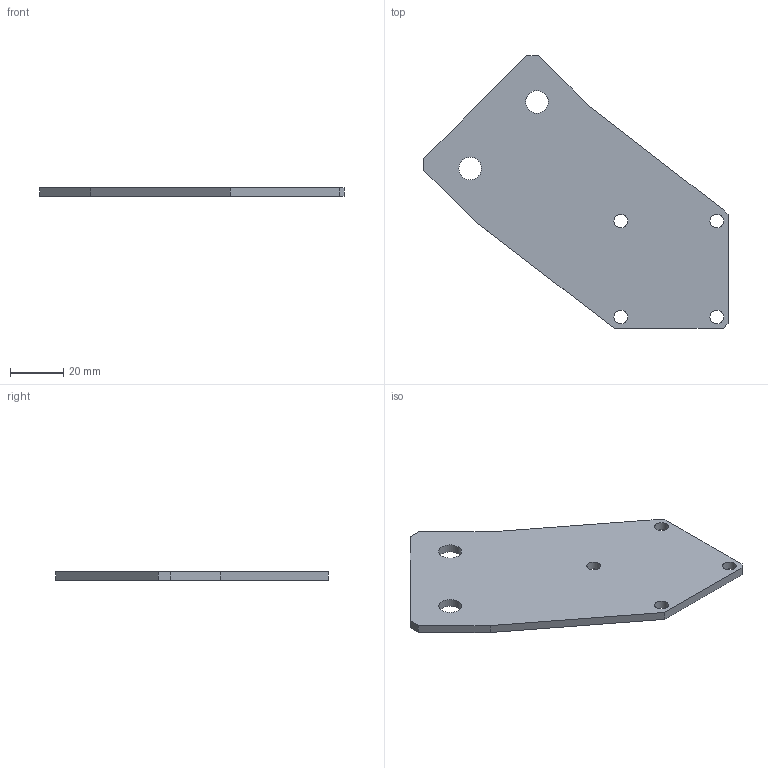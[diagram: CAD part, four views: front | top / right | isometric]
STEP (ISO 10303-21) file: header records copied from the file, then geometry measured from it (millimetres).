
FILE_DESCRIPTION(/* description */ (''),/* implementation_level */ '2;1');
FILE_NAME(/* name */ 'M2_plate.step',/* time_stamp */ '2022-03-29T12:08:06-04:00',/* author */ (''),/* organization */ (''),/* preprocessor_version */ 'ST-DEVELOPER v18.1',/* originating_system */ 'Autodesk Translation Framework v10.13.0.1454',/* authorisation */ '');
FILE_SCHEMA (('AUTOMOTIVE_DESIGN { 1 0 10303 214 3 1 1 }'));
Length unit declared in the file: inch
Products named in the file (1): M2_plate
Bounding box: 113.88 x 102.14 x 3.17 mm (x, y, z)
Volume: 20611 mm3; surface area: 14414.2 mm2
Topology: 1 solids, 1 shells, 19 faces, 51 edges, 34 vertices
Faces by surface type: plane 13, cylinder 6
Full cylindrical faces by diameter (mm): 5.105 x4, 8.5 x2
Entity records: 656 total; most frequent: CARTESIAN_POINT 105, DIRECTION 103, ORIENTED_EDGE 102, EDGE_CURVE 51, LINE 39, VECTOR 39, VERTEX_POINT 34, AXIS2_PLACEMENT_3D 32
